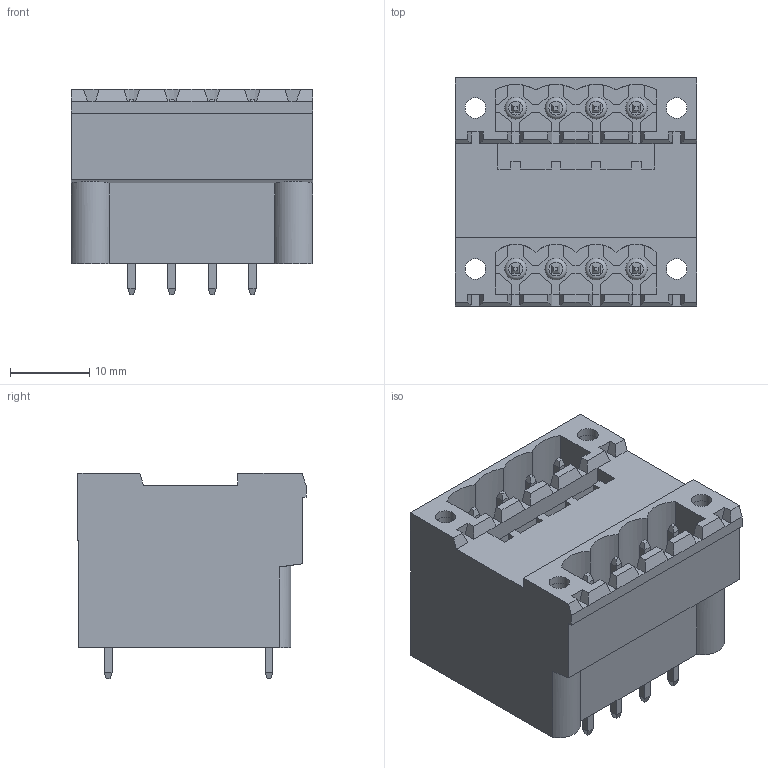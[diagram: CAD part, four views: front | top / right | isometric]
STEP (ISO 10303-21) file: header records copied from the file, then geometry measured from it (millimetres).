
FILE_DESCRIPTION( ( 'Unknown' ), '1' );
FILE_NAME( '691334500008.stp', 'Unknown', ( 'Unknown' ), ( 'Unknown' ), 'PSStep 15.0.49', 'Unknown', ' ' );
FILE_SCHEMA( ( 'AUTOMOTIVE_DESIGN { 1 0 10303 214 1 1 1 1 }' ) );
Length unit declared in the file: millimetre
Products named in the file (5): Assem1; 6913345000xx_PIN; 691333500008; 6913335000xx_INSERT; 691333500008_CAPOT
Assembly tree (14 placements, depth 2):
  Assem1
    6913345000xx_PIN  x8
    691333500008
    6913335000xx_INSERT  x4
    691333500008_CAPOT
Bounding box: 30.48 x 28.8 x 25.9 mm (x, y, z)
Volume: 7191.2 mm3; surface area: 13685.3 mm2
Topology: 14 solids, 14 shells, 712 faces, 1894 edges, 1230 vertices
Faces by surface type: plane 652, cylinder 44, torus 16
Full cylindrical faces by diameter (mm): 1.7 x6, 2.6 x8, 2.75 x8
Entity records: 23178 total; most frequent: CARTESIAN_POINT 3488, ORIENTED_EDGE 3164, DIRECTION 2870, EDGE_CURVE 1582, LINE 1462, VECTOR 1462, VERTEX_POINT 1058, AXIS2_PLACEMENT_3D 704
